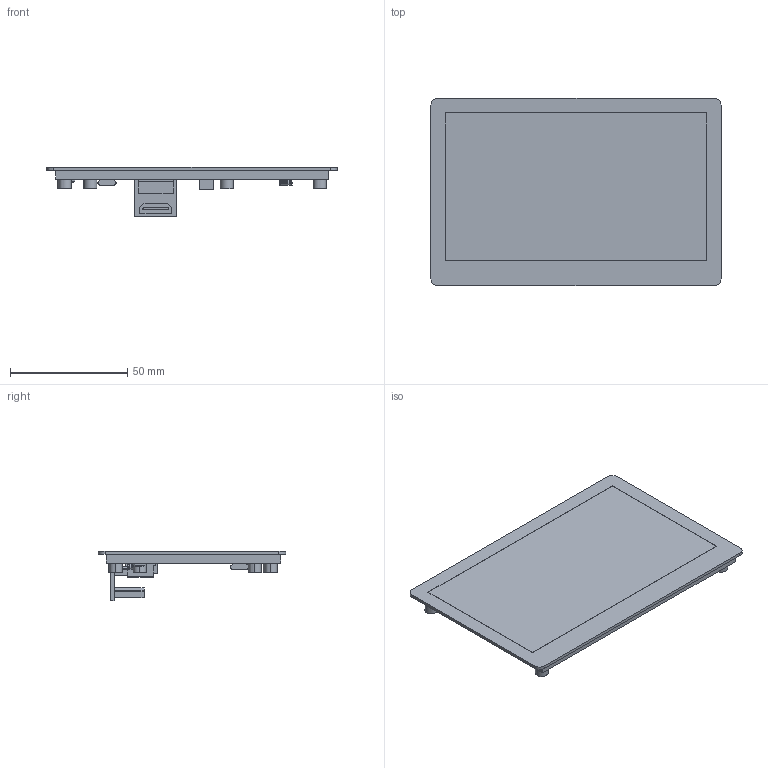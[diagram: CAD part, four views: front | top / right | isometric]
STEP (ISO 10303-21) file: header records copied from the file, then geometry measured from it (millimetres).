
FILE_DESCRIPTION((''),'2;1');
FILE_NAME('ASM19_ASM','2021-03-18T',('Administrator'),(''),'PRO/ENGINEER BY PARAMETRIC TECHNOLOGY CORPORATION, 2002350','PRO/ENGINEER BY PARAMETRIC TECHNOLOGY CORPORATION, 2002350','');
FILE_SCHEMA(('CONFIG_CONTROL_DESIGN'));
Length unit declared in the file: millimetre
Products named in the file (3): 19; 19A; ASM19_ASM
Assembly tree (2 placements, depth 2):
  ASM19_ASM
    19
    19A
Bounding box: 123.5 x 79.9 x 21 mm (x, y, z)
Volume: 45132.5 mm3; surface area: 26407 mm2
Topology: 2 solids, 2 shells, 392 faces, 1058 edges, 693 vertices
Faces by surface type: plane 306, cylinder 86
Entity records: 12416 total; most frequent: CARTESIAN_POINT 2310, ORIENTED_EDGE 2116, DIRECTION 1995, EDGE_CURVE 1058, VECTOR 851, LINE 851, VERTEX_POINT 693, AXIS2_PLACEMENT_3D 572
